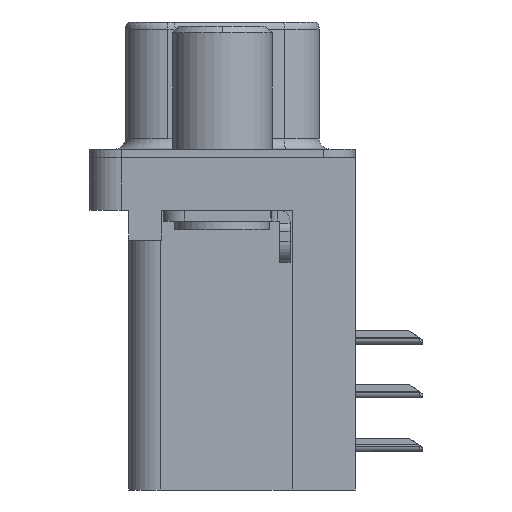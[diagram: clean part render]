
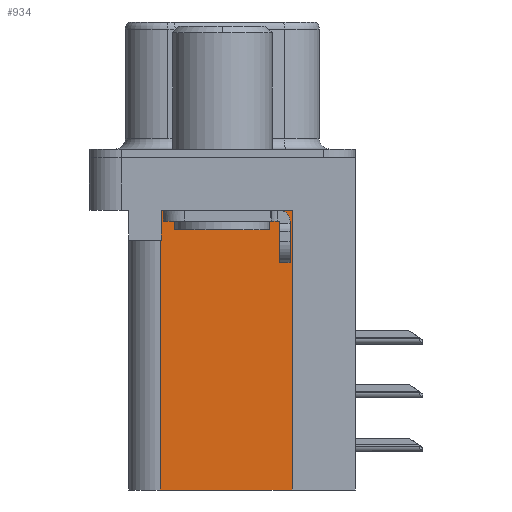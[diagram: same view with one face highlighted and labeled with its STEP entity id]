
A CAD part, left-side view. The second image highlights one B-rep face of the part: STEP entity #934.
In plain terms, the highlighted planar face has unit normal (-1, 0, 0).
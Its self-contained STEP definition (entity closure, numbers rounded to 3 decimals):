
#232 = ORIENTED_EDGE ( 'NONE', *, *, #6462, .T. ) ;
#746 = DIRECTION ( 'NONE',  ( 0., 1., 0. ) ) ;
#934 = ADVANCED_FACE ( 'NONE', ( #22325 ), #12929, .F. ) ;
#1236 = LINE ( 'NONE', #1626, #29351 ) ;
#1626 = CARTESIAN_POINT ( 'NONE',  ( 3.79, 2.895, -3.9 ) ) ;
#2222 = ORIENTED_EDGE ( 'NONE', *, *, #33131, .T. ) ;
#3055 = CARTESIAN_POINT ( 'NONE',  ( 3.79, -3.295, -2.5 ) ) ;
#4230 = VERTEX_POINT ( 'NONE', #26679 ) ;
#4331 = ORIENTED_EDGE ( 'NONE', *, *, #24723, .T. ) ;
#4412 = VERTEX_POINT ( 'NONE', #3055 ) ;
#5569 = DIRECTION ( 'NONE',  ( 0., 1., 0. ) ) ;
#6298 = CARTESIAN_POINT ( 'NONE',  ( 3.79, -3.295, -2.5 ) ) ;
#6462 = EDGE_CURVE ( 'NONE', #4412, #13225, #16531, .T. ) ;
#6713 = LINE ( 'NONE', #30559, #34800 ) ;
#7692 = DIRECTION ( 'NONE',  ( 0., 0., 1. ) ) ;
#8307 = EDGE_CURVE ( 'NONE', #29836, #24735, #19394, .T. ) ;
#8925 = DIRECTION ( 'NONE',  ( 0., 1., 0. ) ) ;
#11894 = ORIENTED_EDGE ( 'NONE', *, *, #24703, .T. ) ;
#11911 = VERTEX_POINT ( 'NONE', #28874 ) ;
#12647 = DIRECTION ( 'NONE',  ( 0., 0., -1. ) ) ;
#12686 = DIRECTION ( 'NONE',  ( 1., 0., 0. ) ) ;
#12929 = PLANE ( 'NONE',  #29080 ) ;
#13225 = VERTEX_POINT ( 'NONE', #22779 ) ;
#14715 = VECTOR ( 'NONE', #27673, 1000. ) ;
#16463 = VECTOR ( 'NONE', #5569, 1000. ) ;
#16531 = LINE ( 'NONE', #6298, #29353 ) ;
#16942 = CARTESIAN_POINT ( 'NONE',  ( 3.79, 2.925, -3.9 ) ) ;
#19394 = LINE ( 'NONE', #23851, #32225 ) ;
#21457 = CARTESIAN_POINT ( 'NONE',  ( 3.79, 2.925, -15.7 ) ) ;
#22271 = CARTESIAN_POINT ( 'NONE',  ( 3.79, -3.295, -15.7 ) ) ;
#22325 = FACE_OUTER_BOUND ( 'NONE', #31695, .T. ) ;
#22779 = CARTESIAN_POINT ( 'NONE',  ( 3.79, 2.895, -2.5 ) ) ;
#23851 = CARTESIAN_POINT ( 'NONE',  ( 3.79, 2.925, -15.7 ) ) ;
#24551 = CARTESIAN_POINT ( 'NONE',  ( 3.79, -3.295, -15.7 ) ) ;
#24703 = EDGE_CURVE ( 'NONE', #4230, #4412, #29224, .T. ) ;
#24723 = EDGE_CURVE ( 'NONE', #11911, #24735, #6713, .T. ) ;
#24735 = VERTEX_POINT ( 'NONE', #16942 ) ;
#26679 = CARTESIAN_POINT ( 'NONE',  ( 3.79, -3.295, -15.7 ) ) ;
#27673 = DIRECTION ( 'NONE',  ( 0., 0., 1. ) ) ;
#28874 = CARTESIAN_POINT ( 'NONE',  ( 3.79, 2.895, -3.9 ) ) ;
#29080 = AXIS2_PLACEMENT_3D ( 'NONE', #33835, #12686, #12647 ) ;
#29224 = LINE ( 'NONE', #22271, #14715 ) ;
#29351 = VECTOR ( 'NONE', #31600, 1000. ) ;
#29353 = VECTOR ( 'NONE', #746, 1000. ) ;
#29836 = VERTEX_POINT ( 'NONE', #21457 ) ;
#30559 = CARTESIAN_POINT ( 'NONE',  ( 3.79, 0., -3.9 ) ) ;
#30992 = LINE ( 'NONE', #24551, #16463 ) ;
#31600 = DIRECTION ( 'NONE',  ( 0., 0., -1. ) ) ;
#31695 = EDGE_LOOP ( 'NONE', ( #232, #2222, #4331, #33086, #34677, #11894 ) ) ;
#32225 = VECTOR ( 'NONE', #7692, 1000. ) ;
#33086 = ORIENTED_EDGE ( 'NONE', *, *, #8307, .F. ) ;
#33131 = EDGE_CURVE ( 'NONE', #13225, #11911, #1236, .T. ) ;
#33835 = CARTESIAN_POINT ( 'NONE',  ( 3.79, -3.295, -15.7 ) ) ;
#33984 = EDGE_CURVE ( 'NONE', #4230, #29836, #30992, .T. ) ;
#34677 = ORIENTED_EDGE ( 'NONE', *, *, #33984, .F. ) ;
#34800 = VECTOR ( 'NONE', #8925, 1000. ) ;
